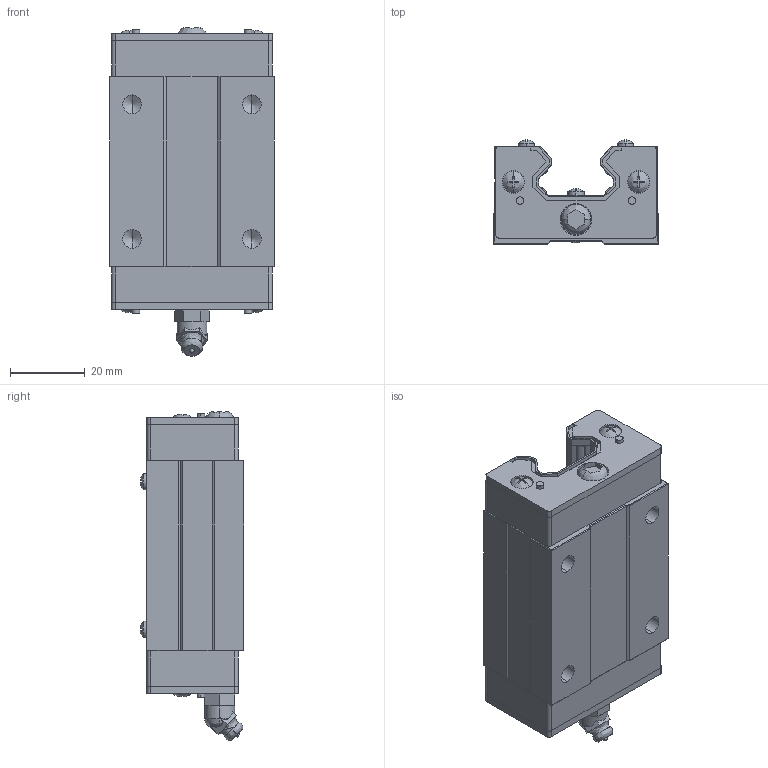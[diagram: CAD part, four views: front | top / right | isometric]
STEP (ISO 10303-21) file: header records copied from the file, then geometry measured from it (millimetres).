
FILE_DESCRIPTION (( 'STEP AP203' ), '1' );
FILE_NAME ('TRH20-B_HGH20CA.STEP', '2024-11-26T11:10:25', ( '' ), ( '' ), 'SwSTEP 2.0', 'SolidWorks 2021', '' );
FILE_SCHEMA (( 'CONFIG_CONTROL_DESIGN' ));
Length unit declared in the file: millimetre
Products named in the file (1): TRH20-B_HGH20CA
Bounding box: 44 x 27.78 x 87.85 mm (x, y, z)
Volume: 65266.1 mm3; surface area: 25621.4 mm2
Topology: 18 solids, 18 shells, 710 faces, 1806 edges, 1154 vertices
Faces by surface type: plane 399, cylinder 208, bspline 61, cone 42
Entity records: 22730 total; most frequent: CARTESIAN_POINT 5996, ORIENTED_EDGE 3564, DIRECTION 3285, EDGE_CURVE 1782, VERTEX_POINT 1154, LINE 1111, VECTOR 1111, AXIS2_PLACEMENT_3D 1087
